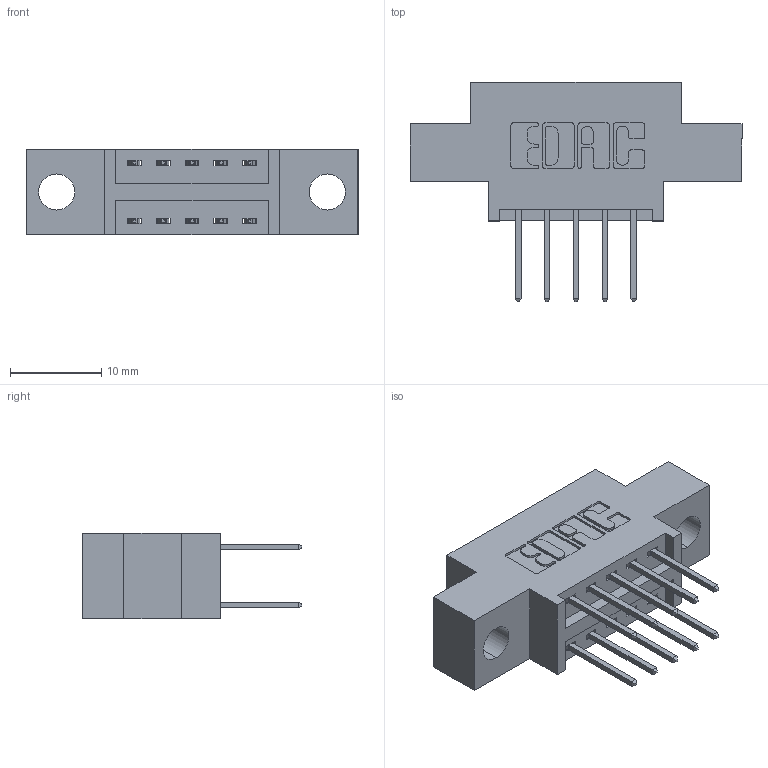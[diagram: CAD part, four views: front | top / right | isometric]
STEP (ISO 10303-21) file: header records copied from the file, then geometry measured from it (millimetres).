
FILE_DESCRIPTION (( 'STEP AP203' ), '1' );
FILE_NAME ('346-010-526-804.STEP', '2022-05-17T17:15:40', ( '' ), ( '' ), 'SwSTEP 2.0', 'SolidWorks 2020', '' );
FILE_SCHEMA (( 'CONFIG_CONTROL_DESIGN' ));
Length unit declared in the file: inch
Products named in the file (3): 346-010-526-804; 345-292-001_345-293-126; 346 Part_0.170 Offset - 0.156 Dia-TH
Assembly tree (11 placements, depth 2):
  346-010-526-804
    346 Part_0.170 Offset - 0.156 Dia-TH
    345-292-001_345-293-126  x10
Bounding box: 36.45 x 24.13 x 9.4 mm (x, y, z)
Volume: 3022.7 mm3; surface area: 3674.3 mm2
Topology: 11 solids, 11 shells, 660 faces, 1927 edges, 1270 vertices
Faces by surface type: plane 444, cylinder 216
Entity records: 8813 total; most frequent: CARTESIAN_POINT 1510, ORIENTED_EDGE 1442, DIRECTION 1381, EDGE_CURVE 721, LINE 569, VECTOR 569, VERTEX_POINT 478, AXIS2_PLACEMENT_3D 406
